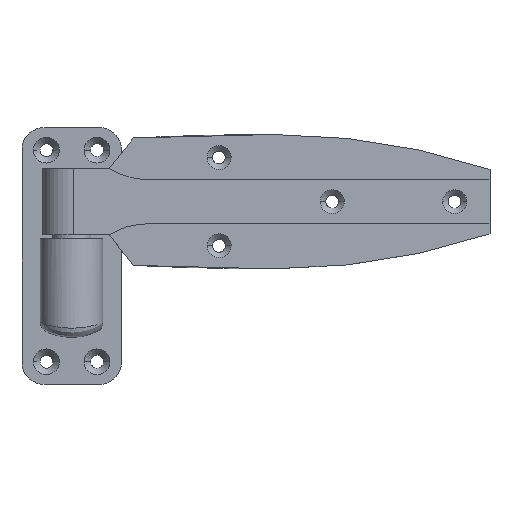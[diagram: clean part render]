
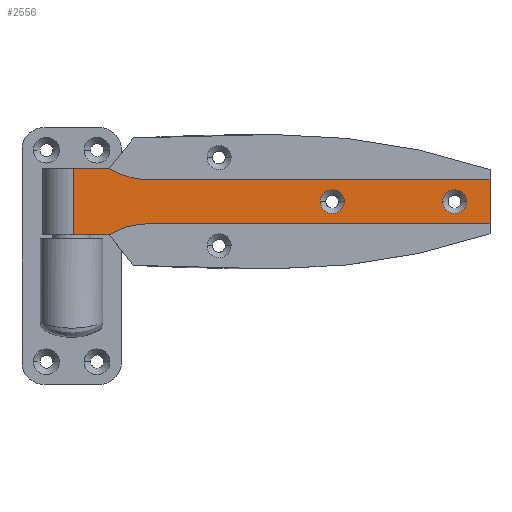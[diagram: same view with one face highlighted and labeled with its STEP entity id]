
A CAD part, top view. The second image highlights one B-rep face of the part: STEP entity #2556.
In plain terms, the highlighted face is planar.
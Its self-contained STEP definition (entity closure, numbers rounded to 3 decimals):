
#1812=CARTESIAN_POINT('',(41.701,13.768,53.249));
#1813=DIRECTION('',(-0.047,-0.999,0.));
#1814=DIRECTION('',(-0.519,0.024,-0.855));
#1815=AXIS2_PLACEMENT_3D('',#1812,#1813,#1814);
#1817=DIRECTION('',(0.999,-0.047,0.));
#1818=VECTOR('',#1817,19.588);
#1819=CARTESIAN_POINT('',(0.733,15.683,18.));
#1820=LINE('',#1819,#1818);
#1821=DIRECTION('',(0.999,-0.047,0.));
#1822=VECTOR('',#1821,19.588);
#1823=CARTESIAN_POINT('',(0.733,15.683,-18.));
#1824=LINE('',#1823,#1822);
#1825=CARTESIAN_POINT('',(41.701,13.768,-53.249));
#1826=DIRECTION('',(0.047,0.999,0.));
#1827=DIRECTION('',(-0.519,0.024,0.855));
#1828=AXIS2_PLACEMENT_3D('',#1825,#1826,#1827);
#1830=DIRECTION('',(-0.999,0.047,0.));
#1831=VECTOR('',#1830,185.802);
#1832=CARTESIAN_POINT('',(227.3,5.094,-12.));
#1833=LINE('',#1832,#1831);
#1834=DIRECTION('',(0.,0.,1.));
#1835=VECTOR('',#1834,24.);
#1836=CARTESIAN_POINT('',(227.3,5.094,-12.));
#1837=LINE('',#1836,#1835);
#1838=DIRECTION('',(-0.999,0.047,0.));
#1839=VECTOR('',#1838,185.802);
#1840=CARTESIAN_POINT('',(227.3,5.094,12.));
#1841=LINE('',#1840,#1839);
#1842=CARTESIAN_POINT('',(148.14,8.794,0.));
#1843=CARTESIAN_POINT('',(148.14,8.794,0.503));
#1844=CARTESIAN_POINT('',(148.029,8.798,1.494));
#1845=CARTESIAN_POINT('',(147.497,8.824,2.96));
#1846=CARTESIAN_POINT('',(146.594,8.866,4.313));
#1847=CARTESIAN_POINT('',(145.387,8.922,5.391));
#1848=CARTESIAN_POINT('',(143.973,8.988,6.136));
#1849=CARTESIAN_POINT('',(142.438,9.06,6.514));
#1850=CARTESIAN_POINT('',(140.864,9.134,6.517));
#1851=CARTESIAN_POINT('',(139.331,9.205,6.144));
#1852=CARTESIAN_POINT('',(137.918,9.271,5.408));
#1853=CARTESIAN_POINT('',(136.708,9.328,4.337));
#1854=CARTESIAN_POINT('',(135.797,9.37,2.994));
#1855=CARTESIAN_POINT('',(135.252,9.396,1.498));
#1856=CARTESIAN_POINT('',(135.14,9.402,0.505));
#1857=CARTESIAN_POINT('',(135.141,9.402,
0.));
#1859=CARTESIAN_POINT('',(135.141,9.402,
0.));
#1860=CARTESIAN_POINT('',(135.14,9.402,
-0.503));
#1861=CARTESIAN_POINT('',(135.251,9.396,-1.494));
#1862=CARTESIAN_POINT('',(135.783,9.371,-2.96));
#1863=CARTESIAN_POINT('',(136.686,9.329,-4.313));
#1864=CARTESIAN_POINT('',(137.893,9.272,-5.391));
#1865=CARTESIAN_POINT('',(139.307,9.206,-6.136));
#1866=CARTESIAN_POINT('',(140.842,9.135,-6.514));
#1867=CARTESIAN_POINT('',(142.416,9.061,-6.517));
#1868=CARTESIAN_POINT('',(143.949,8.989,-6.144));
#1869=CARTESIAN_POINT('',(145.362,8.923,-5.408));
#1870=CARTESIAN_POINT('',(146.572,8.867,-4.337));
#1871=CARTESIAN_POINT('',(147.483,8.824,-2.994));
#1872=CARTESIAN_POINT('',(148.028,8.799,-1.498));
#1873=CARTESIAN_POINT('',(148.14,8.794,
-0.505));
#1874=CARTESIAN_POINT('',(148.14,8.794,0.));
#1876=CARTESIAN_POINT('',(214.64,5.686,0.));
#1877=CARTESIAN_POINT('',(214.64,5.686,0.503));
#1878=CARTESIAN_POINT('',(214.529,5.69,1.494));
#1879=CARTESIAN_POINT('',(213.997,5.716,2.96));
#1880=CARTESIAN_POINT('',(213.094,5.758,4.313));
#1881=CARTESIAN_POINT('',(211.887,5.814,5.391));
#1882=CARTESIAN_POINT('',(210.473,5.88,6.136));
#1883=CARTESIAN_POINT('',(208.938,5.952,6.514));
#1884=CARTESIAN_POINT('',(207.364,6.026,6.517));
#1885=CARTESIAN_POINT('',(205.831,6.097,6.144));
#1886=CARTESIAN_POINT('',(204.418,6.163,5.408));
#1887=CARTESIAN_POINT('',(203.208,6.22,4.337));
#1888=CARTESIAN_POINT('',(202.297,6.262,2.994));
#1889=CARTESIAN_POINT('',(201.752,6.288,1.498));
#1890=CARTESIAN_POINT('',(201.64,6.294,0.505));
#1891=CARTESIAN_POINT('',(201.641,6.294,
0.));
#1893=CARTESIAN_POINT('',(201.641,6.294,
0.));
#1894=CARTESIAN_POINT('',(201.64,6.294,
-0.503));
#1895=CARTESIAN_POINT('',(201.751,6.288,-1.494));
#1896=CARTESIAN_POINT('',(202.283,6.263,-2.96));
#1897=CARTESIAN_POINT('',(203.186,6.221,-4.313));
#1898=CARTESIAN_POINT('',(204.393,6.164,-5.391));
#1899=CARTESIAN_POINT('',(205.807,6.098,-6.136));
#1900=CARTESIAN_POINT('',(207.342,6.027,-6.514));
#1901=CARTESIAN_POINT('',(208.916,5.953,-6.517));
#1902=CARTESIAN_POINT('',(210.449,5.881,-6.144));
#1903=CARTESIAN_POINT('',(211.862,5.815,-5.408));
#1904=CARTESIAN_POINT('',(213.072,5.759,-4.337));
#1905=CARTESIAN_POINT('',(213.983,5.716,-2.994));
#1906=CARTESIAN_POINT('',(214.528,5.691,-1.498));
#1907=CARTESIAN_POINT('',(214.64,5.686,
-0.505));
#1908=CARTESIAN_POINT('',(214.64,5.686,0.));
#2035=DIRECTION('',(0.,0.,1.));
#2036=VECTOR('',#2035,36.);
#2037=CARTESIAN_POINT('',(0.733,15.683,-18.));
#2038=LINE('',#2037,#2036);
#2356=CARTESIAN_POINT('',(0.733,15.683,-18.));
#2357=VERTEX_POINT('',#2356);
#2358=CARTESIAN_POINT('',(0.733,15.683,18.));
#2359=VERTEX_POINT('',#2358);
#2361=CARTESIAN_POINT('',(227.3,5.094,-12.));
#2363=VERTEX_POINT('',#2361);
#2364=CARTESIAN_POINT('',(20.3,14.768,-18.));
#2365=CARTESIAN_POINT('',(41.701,13.768,-12.));
#2366=VERTEX_POINT('',#2364);
#2367=VERTEX_POINT('',#2365);
#2379=CARTESIAN_POINT('',(41.701,13.768,12.));
#2381=VERTEX_POINT('',#2379);
#2389=CARTESIAN_POINT('',(227.3,5.094,12.));
#2390=VERTEX_POINT('',#2389);
#2391=CARTESIAN_POINT('',(20.3,14.768,18.));
#2392=VERTEX_POINT('',#2391);
#2413=VERTEX_POINT('',#1842);
#2414=VERTEX_POINT('',#1857);
#2417=VERTEX_POINT('',#1876);
#2418=VERTEX_POINT('',#1891);
#2523=CARTESIAN_POINT('',(227.3,5.094,-36.5));
#2524=DIRECTION('',(0.047,0.999,0.));
#2525=DIRECTION('',(-0.999,0.047,0.));
#2526=AXIS2_PLACEMENT_3D('',#2523,#2524,#2525);
#2527=PLANE('',#2526);
#2529=ORIENTED_EDGE('',*,*,#2528,.F.);
#2531=ORIENTED_EDGE('',*,*,#2530,.F.);
#2533=ORIENTED_EDGE('',*,*,#2532,.F.);
#2534=ORIENTED_EDGE('',*,*,#2496,.T.);
#2535=ORIENTED_EDGE('',*,*,#2513,.T.);
#2537=ORIENTED_EDGE('',*,*,#2536,.F.);
#2539=ORIENTED_EDGE('',*,*,#2538,.T.);
#2541=ORIENTED_EDGE('',*,*,#2540,.T.);
#2542=EDGE_LOOP('',(#2529,#2531,#2533,#2534,#2535,#2537,#2539,#2541));
#2543=FACE_OUTER_BOUND('',#2542,.F.);
#2545=ORIENTED_EDGE('',*,*,#2544,.F.);
#2547=ORIENTED_EDGE('',*,*,#2546,.F.);
#2548=EDGE_LOOP('',(#2545,#2547));
#2549=FACE_BOUND('',#2548,.F.);
#2551=ORIENTED_EDGE('',*,*,#2550,.F.);
#2553=ORIENTED_EDGE('',*,*,#2552,.F.);
#2554=EDGE_LOOP('',(#2551,#2553));
#2555=FACE_BOUND('',#2554,.F.);
#1816=CIRCLE('',#1815,41.249);
#1829=CIRCLE('',#1828,41.249);
#1858=B_SPLINE_CURVE_WITH_KNOTS('',3,(#1842,#1843,#1844,#1845,#1846,#1847,#1848,
#1849,#1850,#1851,#1852,#1853,#1854,#1855,#1856,#1857),.UNSPECIFIED.,.F.,.F.,(4,
1,1,1,1,1,1,1,1,1,1,1,1,4),(0.,0.077,0.154,
0.231,0.308,0.385,0.462,
0.538,0.615,0.692,0.769,
0.846,0.923,1.),.UNSPECIFIED.);
#1875=B_SPLINE_CURVE_WITH_KNOTS('',3,(#1859,#1860,#1861,#1862,#1863,#1864,#1865,
#1866,#1867,#1868,#1869,#1870,#1871,#1872,#1873,#1874),.UNSPECIFIED.,.F.,.F.,(4,
1,1,1,1,1,1,1,1,1,1,1,1,4),(0.,0.077,0.154,
0.231,0.308,0.385,0.462,
0.538,0.615,0.692,0.769,
0.846,0.923,1.),.UNSPECIFIED.);
#1892=B_SPLINE_CURVE_WITH_KNOTS('',3,(#1876,#1877,#1878,#1879,#1880,#1881,#1882,
#1883,#1884,#1885,#1886,#1887,#1888,#1889,#1890,#1891),.UNSPECIFIED.,.F.,.F.,(4,
1,1,1,1,1,1,1,1,1,1,1,1,4),(0.,0.077,0.154,
0.231,0.308,0.385,0.462,
0.538,0.615,0.692,0.769,
0.846,0.923,1.),.UNSPECIFIED.);
#1909=B_SPLINE_CURVE_WITH_KNOTS('',3,(#1893,#1894,#1895,#1896,#1897,#1898,#1899,
#1900,#1901,#1902,#1903,#1904,#1905,#1906,#1907,#1908),.UNSPECIFIED.,.F.,.F.,(4,
1,1,1,1,1,1,1,1,1,1,1,1,4),(0.,0.077,0.154,
0.231,0.308,0.385,0.462,
0.538,0.615,0.692,0.769,
0.846,0.923,1.),.UNSPECIFIED.);
#2496=EDGE_CURVE('',#2357,#2366,#1824,.T.);
#2513=EDGE_CURVE('',#2366,#2367,#1829,.T.);
#2528=EDGE_CURVE('',#2392,#2381,#1816,.T.);
#2530=EDGE_CURVE('',#2359,#2392,#1820,.T.);
#2532=EDGE_CURVE('',#2357,#2359,#2038,.T.);
#2536=EDGE_CURVE('',#2363,#2367,#1833,.T.);
#2538=EDGE_CURVE('',#2363,#2390,#1837,.T.);
#2540=EDGE_CURVE('',#2390,#2381,#1841,.T.);
#2544=EDGE_CURVE('',#2413,#2414,#1858,.T.);
#2546=EDGE_CURVE('',#2414,#2413,#1875,.T.);
#2550=EDGE_CURVE('',#2417,#2418,#1892,.T.);
#2552=EDGE_CURVE('',#2418,#2417,#1909,.T.);
#2556=ADVANCED_FACE('',(#2543,#2549,#2555),#2527,.T.);
